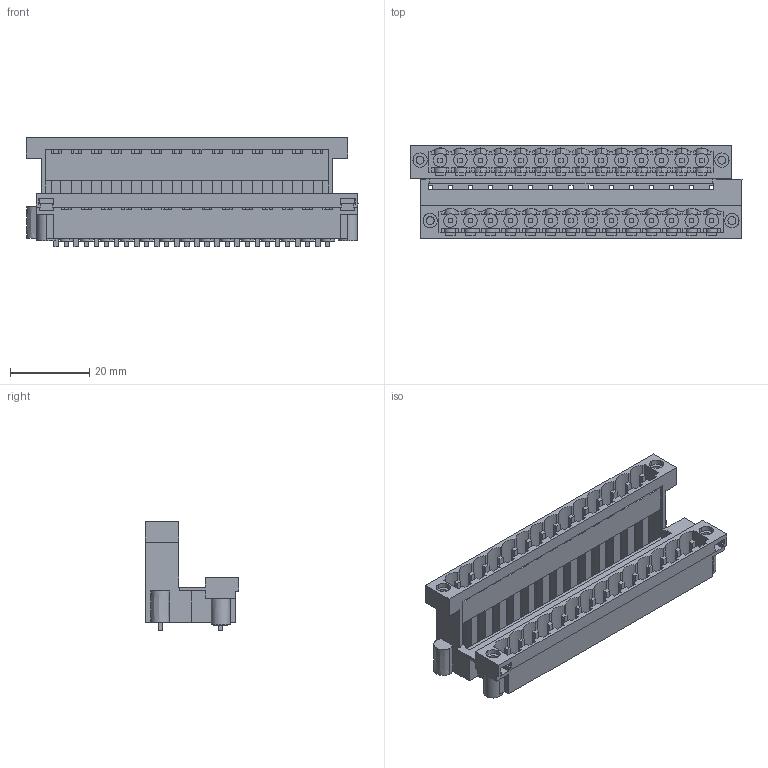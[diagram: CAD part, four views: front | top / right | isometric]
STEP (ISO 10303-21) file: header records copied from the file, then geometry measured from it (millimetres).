
FILE_DESCRIPTION(('CATIA V5 STEP Exchange','CAx-IF Rec.Pracs.--- Model Styling and Organization---1.2---2011-12-15'),'2;1');
FILE_NAME ('D1458330_0_1881310000_1881310000.stp','2018-04-19T11:40:15+00:00',('none'),('Weidmueller'),'CATIA Version 5-6 Release 2014','CATIA V5 STEP AP214','none');
FILE_SCHEMA(('AUTOMOTIVE_DESIGN { 1 0 10303 214 1 1 1 1 }'));
Length unit declared in the file: millimetre
Products named in the file (1): 1881310000
Bounding box: 83.82 x 23.67 x 27.66 mm (x, y, z)
Volume: 11987.5 mm3; surface area: 22867.8 mm2
Topology: 33 solids, 47 shells, 1387 faces, 4500 edges, 3158 vertices
Faces by surface type: plane 1137, cylinder 246, extrusion 4
Entity records: 47097 total; most frequent: CARTESIAN_POINT 10126, ORIENTED_EDGE 9000, DIRECTION 5631, EDGE_CURVE 4500, VECTOR 3638, LINE 3634, VERTEX_POINT 3158, EDGE_LOOP 1498
